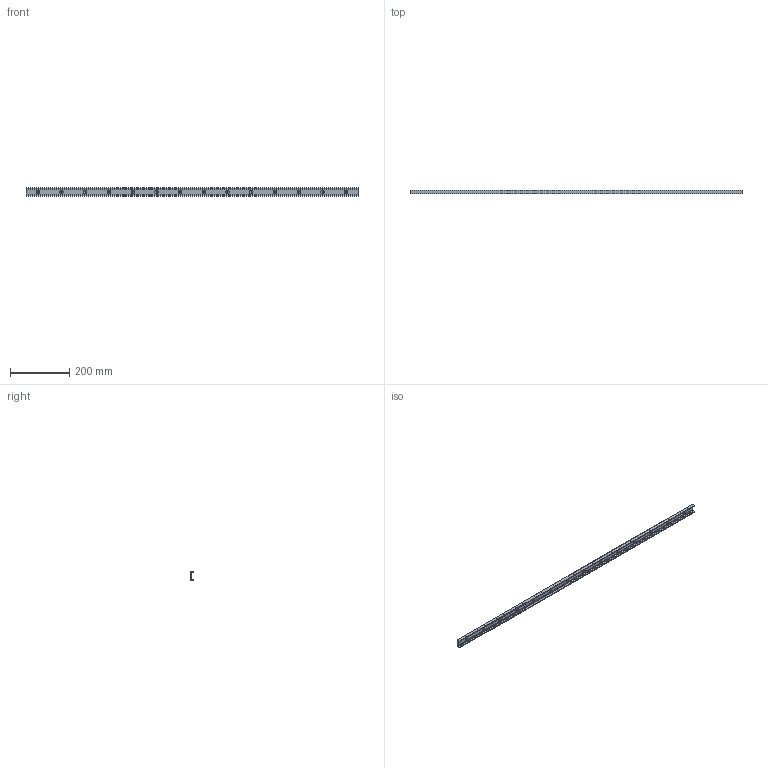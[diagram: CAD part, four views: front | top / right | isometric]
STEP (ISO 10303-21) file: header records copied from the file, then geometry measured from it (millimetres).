
FILE_DESCRIPTION((''),'2;1');
FILE_NAME('LCU 28H-1120.V.stp','2016-05-04T10:08:29',('MRathmann'),(''),'Autodesk Inventor 2012','Autodesk Inventor 2012','');
FILE_SCHEMA(('CONFIG_CONTROL_DESIGN'));
Length unit declared in the file: millimetre
Products named in the file (1): LCU 28H-1120.V
Bounding box: 1120 x 12.3 x 28 mm (x, y, z)
Volume: 170067 mm3; surface area: 106208.1 mm2
Topology: 1 solids, 1 shells, 48 faces, 138 edges, 92 vertices
Faces by surface type: cylinder 23, cone 14, plane 11
Full cylindrical faces by diameter (mm): 5.5 x14
Entity records: 1418 total; most frequent: DIRECTION 254, CARTESIAN_POINT 223, ORIENTED_EDGE 192, AXIS2_PLACEMENT_3D 109, EDGE_LOOP 104, EDGE_CURVE 96, VERTEX_POINT 78, CIRCLE 60
